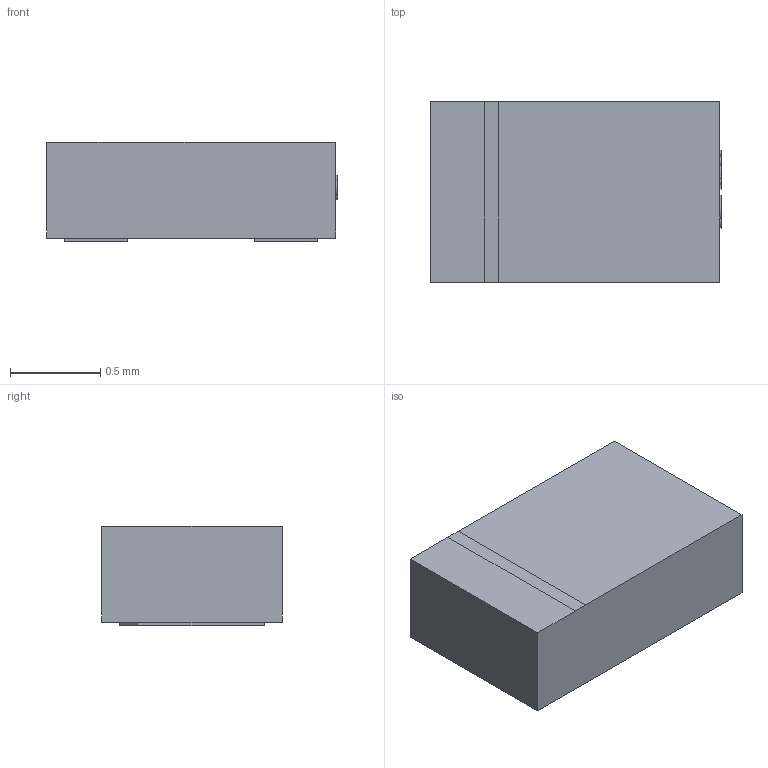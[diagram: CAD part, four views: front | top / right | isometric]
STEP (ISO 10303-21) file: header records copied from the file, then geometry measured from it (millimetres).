
FILE_DESCRIPTION (( 'STEP AP214' ), '1' );
FILE_NAME ('DFN1610-2_L1.6-W1.0-P1.05-RD.step', '2022-06-30T13:40:05', ( '' ), ( '' ), 'SwSTEP 2.0', 'SolidWorks 2020', '' );
FILE_SCHEMA (( 'AUTOMOTIVE_DESIGN' ));
Length unit declared in the file: millimetre
Products named in the file (1): DFN1610-2_L1.6-W1.0-P1.05-RD
Bounding box: 1.61 x 1 x 0.55 mm (x, y, z)
Volume: 0.9 mm3; surface area: 6.1 mm2
Topology: 1 solids, 1 shells, 302 faces, 816 edges, 544 vertices
Faces by surface type: plane 190, bspline 112
Entity records: 13321 total; most frequent: CARTESIAN_POINT 3767, ORIENTED_EDGE 1632, DIRECTION 970, EDGE_CURVE 816, LINE 588, VECTOR 588, VERTEX_POINT 544, EDGE_LOOP 330
